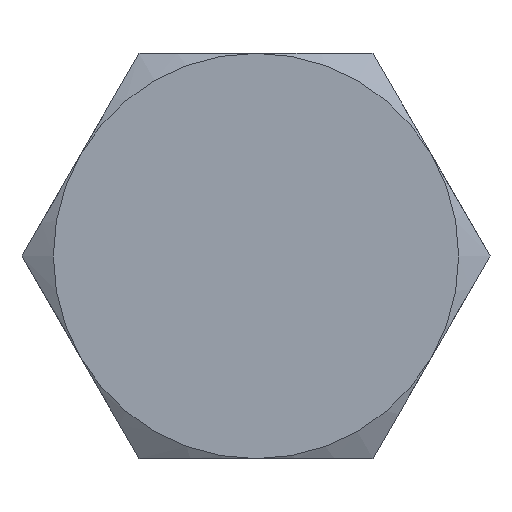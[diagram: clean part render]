
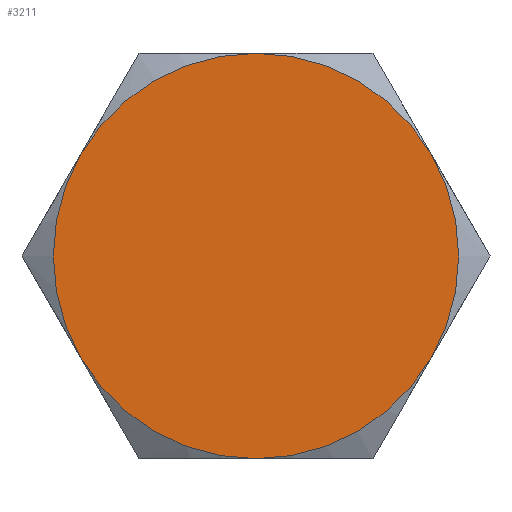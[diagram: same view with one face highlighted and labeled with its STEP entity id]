
A CAD part, left-side view. The second image highlights one B-rep face of the part: STEP entity #3211.
In plain terms, the highlighted planar face has unit normal (-1, 0, 0).
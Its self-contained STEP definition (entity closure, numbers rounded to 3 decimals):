
#59 = CARTESIAN_POINT ( 'NONE',  ( -16., 2.382, 1.375 ) ) ;
#458 = EDGE_CURVE ( 'NONE', #3039, #2744, #2117, .T. ) ;
#492 = CIRCLE ( 'NONE', #8618, 2.75 ) ;
#609 = CARTESIAN_POINT ( 'NONE',  ( -16., 0., 0. ) ) ;
#695 = CARTESIAN_POINT ( 'NONE',  ( -16., 0., -2.75 ) ) ;
#1085 = AXIS2_PLACEMENT_3D ( 'NONE', #1171, #3887, #6686 ) ;
#1171 = CARTESIAN_POINT ( 'NONE',  ( -16., -1.588, -2.75 ) ) ;
#1584 = DIRECTION ( 'NONE',  ( -1., 0., 0. ) ) ;
#1647 = AXIS2_PLACEMENT_3D ( 'NONE', #7688, #10532, #11439 ) ;
#1719 = ORIENTED_EDGE ( 'NONE', *, *, #2130, .T. ) ;
#1912 = AXIS2_PLACEMENT_3D ( 'NONE', #609, #9858, #3365 ) ;
#2117 = CIRCLE ( 'NONE', #11726, 2.75 ) ;
#2130 = EDGE_CURVE ( 'NONE', #7505, #11185, #3722, .T. ) ;
#2169 = CARTESIAN_POINT ( 'NONE',  ( -16., 0., 0. ) ) ;
#2462 = CARTESIAN_POINT ( 'NONE',  ( -16., 0., 0. ) ) ;
#2744 = VERTEX_POINT ( 'NONE', #3837 ) ;
#2990 = AXIS2_PLACEMENT_3D ( 'NONE', #11759, #9907, #7099 ) ;
#3036 = DIRECTION ( 'NONE',  ( -1., 0., 0. ) ) ;
#3039 = VERTEX_POINT ( 'NONE', #8091 ) ;
#3109 = ORIENTED_EDGE ( 'NONE', *, *, #3825, .T. ) ;
#3211 = ADVANCED_FACE ( 'NONE', ( #7813 ), #4769, .T. ) ;
#3359 = EDGE_CURVE ( 'NONE', #8372, #7505, #7349, .T. ) ;
#3365 = DIRECTION ( 'NONE',  ( 0., 0., 1. ) ) ;
#3722 = CIRCLE ( 'NONE', #2990, 2.75 ) ;
#3825 = EDGE_CURVE ( 'NONE', #10786, #8372, #492, .T. ) ;
#3837 = CARTESIAN_POINT ( 'NONE',  ( -16., 0., 2.75 ) ) ;
#3887 = DIRECTION ( 'NONE',  ( -1., 0., 0. ) ) ;
#4512 = EDGE_CURVE ( 'NONE', #2744, #10786, #10551, .T. ) ;
#4769 = PLANE ( 'NONE',  #1085 ) ;
#4917 = ORIENTED_EDGE ( 'NONE', *, *, #458, .T. ) ;
#5038 = DIRECTION ( 'NONE',  ( 0., 0., 1. ) ) ;
#5066 = AXIS2_PLACEMENT_3D ( 'NONE', #7757, #9585, #5038 ) ;
#5685 = EDGE_LOOP ( 'NONE', ( #4917, #10158, #3109, #8684, #1719, #9199 ) ) ;
#6115 = CARTESIAN_POINT ( 'NONE',  ( -16., -2.382, -1.375 ) ) ;
#6686 = DIRECTION ( 'NONE',  ( 0., 0., 1. ) ) ;
#7099 = DIRECTION ( 'NONE',  ( 0., 0., 1. ) ) ;
#7349 = CIRCLE ( 'NONE', #1647, 2.75 ) ;
#7505 = VERTEX_POINT ( 'NONE', #695 ) ;
#7556 = DIRECTION ( 'NONE',  ( 0., 0., 1. ) ) ;
#7688 = CARTESIAN_POINT ( 'NONE',  ( -16., 0., 0. ) ) ;
#7757 = CARTESIAN_POINT ( 'NONE',  ( -16., 0., 0. ) ) ;
#7813 = FACE_OUTER_BOUND ( 'NONE', #5685, .T. ) ;
#8091 = CARTESIAN_POINT ( 'NONE',  ( -16., -2.382, 1.375 ) ) ;
#8210 = CIRCLE ( 'NONE', #5066, 2.75 ) ;
#8372 = VERTEX_POINT ( 'NONE', #10645 ) ;
#8618 = AXIS2_PLACEMENT_3D ( 'NONE', #2169, #3036, #7556 ) ;
#8684 = ORIENTED_EDGE ( 'NONE', *, *, #3359, .T. ) ;
#8837 = DIRECTION ( 'NONE',  ( 0., 0., 1. ) ) ;
#9199 = ORIENTED_EDGE ( 'NONE', *, *, #10295, .T. ) ;
#9585 = DIRECTION ( 'NONE',  ( -1., 0., 0. ) ) ;
#9858 = DIRECTION ( 'NONE',  ( -1., 0., 0. ) ) ;
#9907 = DIRECTION ( 'NONE',  ( -1., 0., 0. ) ) ;
#10158 = ORIENTED_EDGE ( 'NONE', *, *, #4512, .T. ) ;
#10295 = EDGE_CURVE ( 'NONE', #11185, #3039, #8210, .T. ) ;
#10532 = DIRECTION ( 'NONE',  ( -1., 0., 0. ) ) ;
#10551 = CIRCLE ( 'NONE', #1912, 2.75 ) ;
#10645 = CARTESIAN_POINT ( 'NONE',  ( -16., 2.382, -1.375 ) ) ;
#10786 = VERTEX_POINT ( 'NONE', #59 ) ;
#11185 = VERTEX_POINT ( 'NONE', #6115 ) ;
#11439 = DIRECTION ( 'NONE',  ( 0., 0., 1. ) ) ;
#11726 = AXIS2_PLACEMENT_3D ( 'NONE', #2462, #1584, #8837 ) ;
#11759 = CARTESIAN_POINT ( 'NONE',  ( -16., 0., 0. ) ) ;
